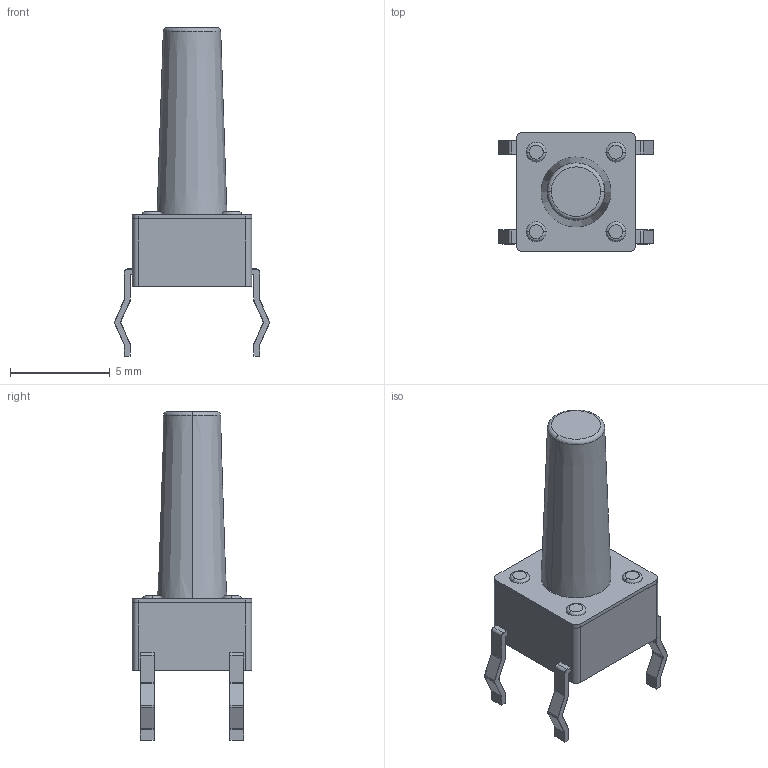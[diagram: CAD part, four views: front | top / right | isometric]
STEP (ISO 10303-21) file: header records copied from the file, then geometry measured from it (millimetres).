
FILE_DESCRIPTION (( 'STEP AP214' ), '1' );
FILE_NAME ('User Library-FSM14JAH(2-1825910-8).STEP', '2022-06-22T14:56:45', ( '' ), ( '' ), 'SwSTEP 2.0', 'SolidWorks 2021', '' );
FILE_SCHEMA (( 'AUTOMOTIVE_DESIGN' ));
Length unit declared in the file: centimetre
Products named in the file (1): User Library-FSM14JAH(2-1825910-8)
Bounding box: 7.8 x 5.99 x 16.51 mm (x, y, z)
Volume: 208.6 mm3; surface area: 284.7 mm2
Topology: 1 solids, 1 shells, 304 faces, 714 edges, 406 vertices
Faces by surface type: cylinder 136, bspline 98, plane 68, cone 2
Entity records: 12984 total; most frequent: CARTESIAN_POINT 3141, ORIENTED_EDGE 1396, DIRECTION 1340, EDGE_CURVE 698, AXIS2_PLACEMENT_3D 517, VERTEX_POINT 406, EDGE_LOOP 314, CIRCLE 310
